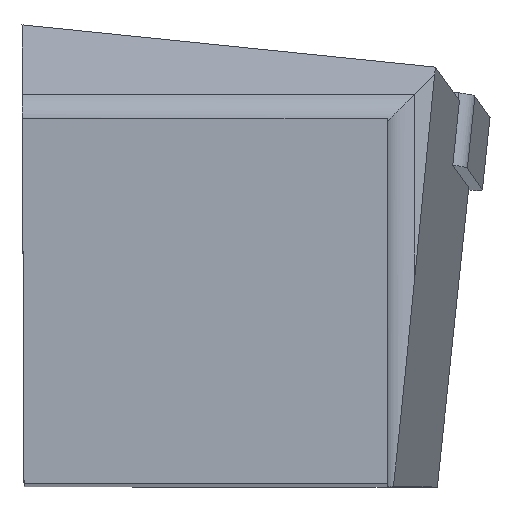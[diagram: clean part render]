
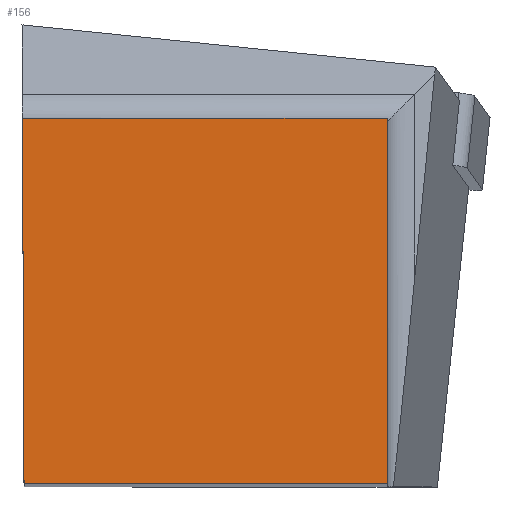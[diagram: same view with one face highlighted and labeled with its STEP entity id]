
A CAD part, top view. The second image highlights one B-rep face of the part: STEP entity #156.
In plain terms, the highlighted planar face has unit normal (0, 0, 1).
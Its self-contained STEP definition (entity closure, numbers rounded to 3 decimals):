
#125=FACE_OUTER_BOUND('',#340,.T.);
#156=ADVANCED_FACE('SHANK_FACE_BACK',(#125),#183,.F.);
#183=PLANE('',#770);
#229=LINE('',#1154,#287);
#232=LINE('',#1160,#290);
#239=LINE('',#1182,#297);
#240=LINE('',#1184,#298);
#287=VECTOR('',#895,1.);
#290=VECTOR('',#902,1.);
#297=VECTOR('',#925,1.);
#298=VECTOR('',#926,1.);
#340=EDGE_LOOP('',(#463,#464,#465,#466));
#463=ORIENTED_EDGE('',*,*,#622,.F.);
#464=ORIENTED_EDGE('',*,*,#619,.T.);
#465=ORIENTED_EDGE('',*,*,#634,.T.);
#466=ORIENTED_EDGE('',*,*,#635,.F.);
#551=VERTEX_POINT('',#1148);
#553=VERTEX_POINT('',#1153);
#555=VERTEX_POINT('',#1161);
#562=VERTEX_POINT('',#1183);
#619=EDGE_CURVE('',#551,#553,#229,.T.);
#622=EDGE_CURVE('',#551,#555,#232,.T.);
#634=EDGE_CURVE('',#553,#562,#239,.T.);
#635=EDGE_CURVE('',#555,#562,#240,.T.);
#770=AXIS2_PLACEMENT_3D('',#1185,#927,#928);
#895=DIRECTION('',(1.,0.,0.));
#902=DIRECTION('',(-0.004,1.,0.));
#925=DIRECTION('',(0.,1.,0.));
#926=DIRECTION('',(1.,0.,0.));
#927=DIRECTION('',(0.,0.,-1.));
#928=DIRECTION('',(-0.995,0.105,0.));
#1148=CARTESIAN_POINT('',(0.069,0.,0.));
#1153=CARTESIAN_POINT('',(15.875,0.,0.));
#1154=CARTESIAN_POINT('',(-6.294,0.,0.));
#1160=CARTESIAN_POINT('',(0.593,-120.144,0.));
#1161=CARTESIAN_POINT('',(0.,15.875,0.));
#1182=CARTESIAN_POINT('',(15.875,-6.294,0.));
#1183=CARTESIAN_POINT('',(15.875,15.875,0.));
#1184=CARTESIAN_POINT('',(-6.294,15.875,0.));
#1185=CARTESIAN_POINT('',(0.,0.,
0.));
